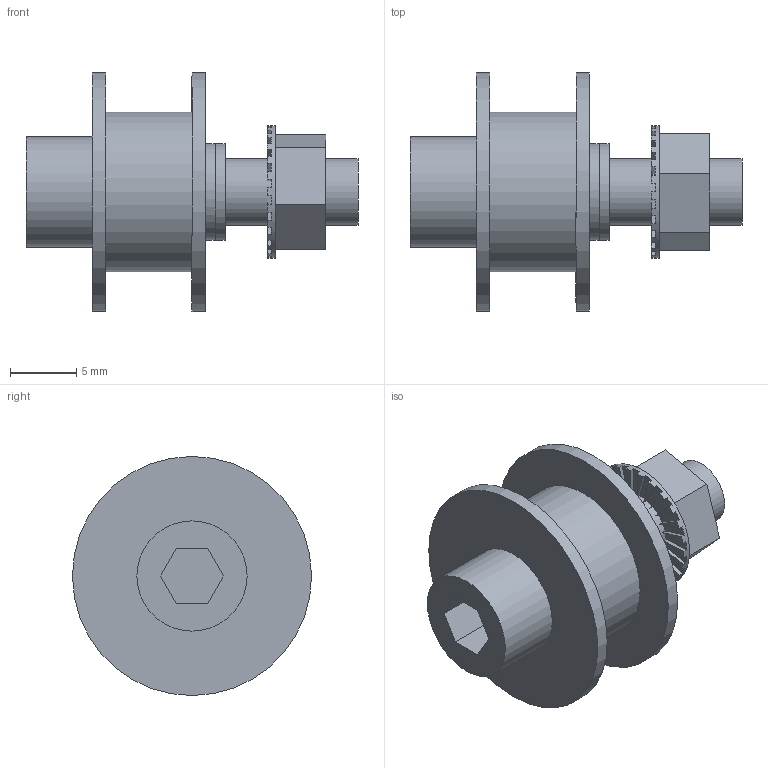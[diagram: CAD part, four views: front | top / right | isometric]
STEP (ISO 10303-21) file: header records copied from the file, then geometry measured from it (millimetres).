
FILE_DESCRIPTION(/* description */ ('Unknown'),/* implementation_level */ '2;1');
FILE_NAME(/* name */ 'Belt Idler Pully Assembly',/* time_stamp */ '2023-04-08T09:18:03-04:00',/* author */ ('Unknown'),/* organization */ ('Unknown'),/* preprocessor_version */ 'ST-DEVELOPER v18.102',/* originating_system */ 'Solid Edge',/* authorisation */ 'Unknown');
FILE_SCHEMA (('AUTOMOTIVE_DESIGN {1 0 10303 214 3 1 1}'));
Length unit declared in the file: millimetre
Products named in the file (6): Belt Idler Pully Assembly; M5 x20 Socket Head Bolt; GT2 12mm 5mm Bore Idler Pully Sketch; M5 Modified Idler Spacer; M5 Tooth Washer; M5 Nut
Assembly tree (6 placements, depth 2):
  Belt Idler Pully Assembly
    M5 x20 Socket Head Bolt
    GT2 12mm 5mm Bore Idler Pully Sketch
    M5 Modified Idler Spacer  x2
    M5 Tooth Washer
    M5 Nut
Bounding box: 25 x 18 x 18 mm (x, y, z)
Volume: 1863.2 mm3; surface area: 2367.9 mm2
Topology: 6 solids, 6 shells, 140 faces, 324 edges, 199 vertices
Faces by surface type: plane 127, cylinder 13
Full cylindrical faces by diameter (mm): 5 x3, 5.5 x2, 5.6 x1, 7.3 x2, 8.3 x1, 10 x1, 12 x1, 18 x2
Entity records: 4002 total; most frequent: DIRECTION 687, CARTESIAN_POINT 643, ORIENTED_EDGE 612, EDGE_CURVE 306, AXIS2_PLACEMENT_3D 238, LINE 211, VECTOR 211, VERTEX_POINT 194
